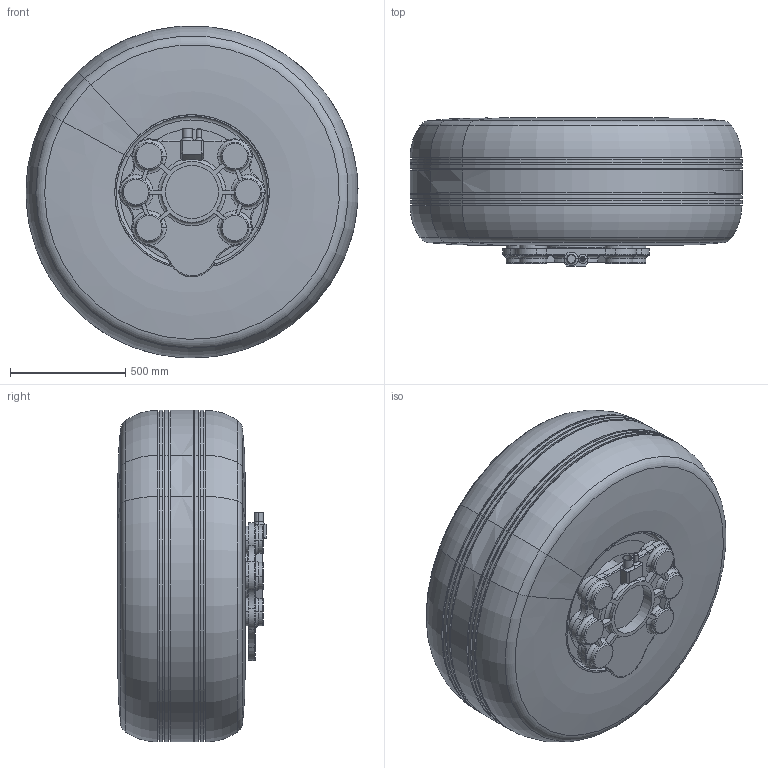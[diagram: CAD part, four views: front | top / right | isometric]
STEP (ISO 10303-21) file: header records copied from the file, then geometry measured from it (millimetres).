
FILE_DESCRIPTION(('CATIA V5 STEP Exchange'),'2;1');
FILE_NAME('Wheel.stp','2019-08-31T13:54:03+00:00',('none'),('none'),'CATIA Version 5 Release 20 GA (IN-10)','CATIA V5 STEP AP203','none');
FILE_SCHEMA(('CONFIG_CONTROL_DESIGN'));
Length unit declared in the file: millimetre
Products named in the file (1): Wheel C
Bounding box: 1442.08 x 643.36 x 1441.93 mm (x, y, z)
Volume: 836897575.5 mm3; surface area: 9646412.4 mm2
Topology: 44 solids, 44 shells, 660 faces, 1938 edges, 1396 vertices
Faces by surface type: plane 329, cylinder 203, torus 71, bspline 27, cone 26, revolution 4
Entity records: 23503 total; most frequent: CARTESIAN_POINT 6995, ORIENTED_EDGE 3876, DIRECTION 2575, EDGE_CURVE 1938, VERTEX_POINT 1396, AXIS2_PLACEMENT_3D 1395, CIRCLE 985, VECTOR 770
